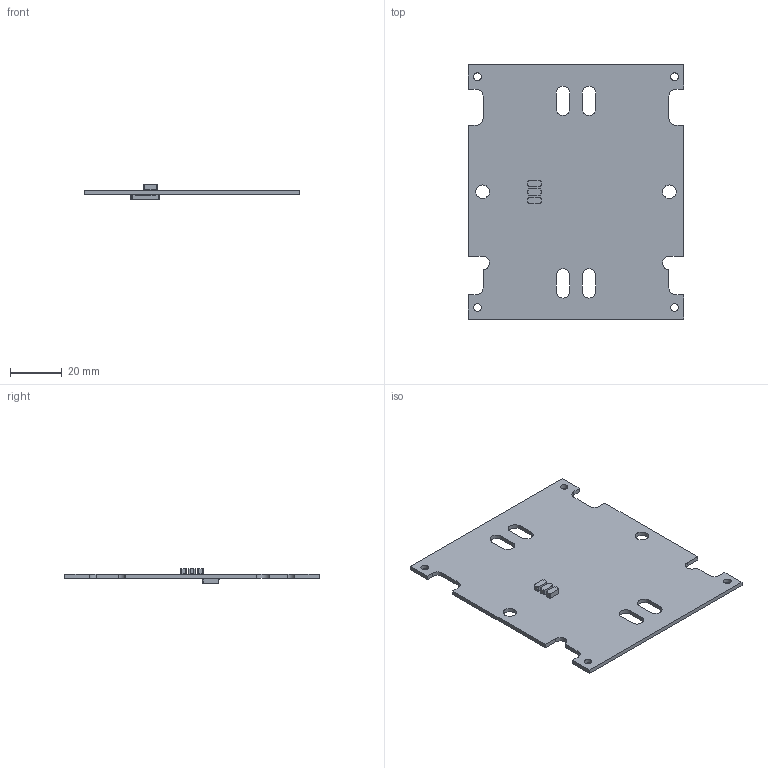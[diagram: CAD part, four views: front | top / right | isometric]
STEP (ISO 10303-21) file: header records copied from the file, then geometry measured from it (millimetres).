
FILE_DESCRIPTION(('KiCad electronic assembly'),'2;1');
FILE_NAME('solar-panel-NoCutout.step','2023-01-30T20:36:40',('Pcbnew'),( 'Kicad'),'Open CASCADE STEP processor 7.6','KiCad to STEP converter' ,'Unknown');
FILE_SCHEMA(('AUTOMOTIVE_DESIGN { 1 0 10303 214 1 1 1 1 }'));
Length unit declared in the file: millimetre
Products named in the file (6): solar-panel-NoCutout 1; CDBA240LL-HF; SOLID; 5040500591; COMPOUND; solar-panel-NoCutout PCB
Assembly tree (7 placements, depth 3):
  solar-panel-NoCutout 1
    CDBA240LL-HF  x3
      SOLID
    5040500591
      COMPOUND
    solar-panel-NoCutout PCB
Bounding box: 83 x 98 x 5.78 mm (x, y, z)
Volume: 12159 mm3; surface area: 16455.6 mm2
Topology: 5 solids, 5 shells, 398 faces, 1146 edges, 782 vertices
Faces by surface type: plane 313, cylinder 75, sphere 10
Full cylindrical faces by diameter (mm): 2.95 x4, 5.25 x2
Entity records: 26335 total; most frequent: CARTESIAN_POINT 4926, DIRECTION 4024, LINE 2876, VECTOR 2876, ORIENTED_EDGE 2092, PCURVE 2092, DEFINITIONAL_REPRESENTATION 2092, EDGE_CURVE 1046
